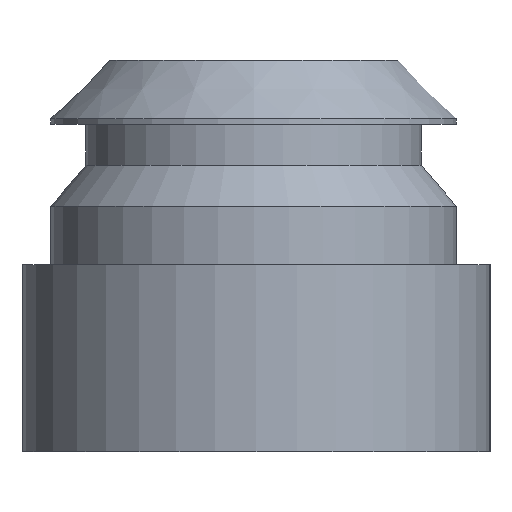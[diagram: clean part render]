
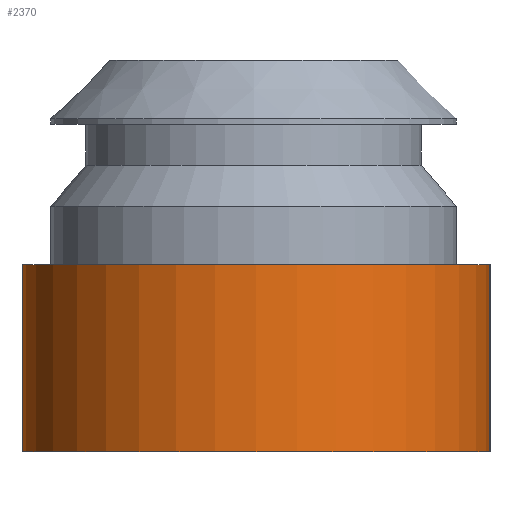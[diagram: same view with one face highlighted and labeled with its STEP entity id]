
A CAD part, left-side view. The second image highlights one B-rep face of the part: STEP entity #2370.
In plain terms, the highlighted cylindrical face has radius 10 mm (diameter 20 mm), a partial arc.
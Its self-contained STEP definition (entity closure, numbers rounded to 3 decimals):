
#149=CIRCLE('',#2557,10.);
#152=CIRCLE('',#2567,10.);
#290=FACE_OUTER_BOUND('',#437,.T.);
#437=EDGE_LOOP('',(#2106,#2107,#2108,#2109));
#733=LINE('',#9691,#846);
#737=LINE('',#9700,#850);
#846=VECTOR('',#3053,10.);
#850=VECTOR('',#3063,10.);
#1067=VERTEX_POINT('',#8726);
#1068=VERTEX_POINT('',#8727);
#1072=VERTEX_POINT('',#9689);
#1074=VERTEX_POINT('',#9698);
#1405=EDGE_CURVE('',#1067,#1068,#149,.T.);
#1417=EDGE_CURVE('',#1072,#1067,#733,.T.);
#1422=EDGE_CURVE('',#1074,#1068,#737,.T.);
#1423=EDGE_CURVE('',#1072,#1074,#152,.T.);
#2106=ORIENTED_EDGE('',*,*,#1423,.T.);
#2107=ORIENTED_EDGE('',*,*,#1422,.T.);
#2108=ORIENTED_EDGE('',*,*,#1405,.F.);
#2109=ORIENTED_EDGE('',*,*,#1417,.F.);
#2232=CYLINDRICAL_SURFACE('',#2566,10.);
#2370=ADVANCED_FACE('',(#290),#2232,.T.);
#2557=AXIS2_PLACEMENT_3D('',#8728,#3038,#3039);
#2566=AXIS2_PLACEMENT_3D('',#9701,#3064,#3065);
#2567=AXIS2_PLACEMENT_3D('',#9702,#3066,#3067);
#3038=DIRECTION('center_axis',(0.,0.,1.));
#3039=DIRECTION('ref_axis',(0.,1.,0.));
#3053=DIRECTION('',(0.,0.,1.));
#3063=DIRECTION('',(0.,0.,1.));
#3064=DIRECTION('center_axis',(0.,0.,1.));
#3065=DIRECTION('ref_axis',(0.,1.,0.));
#3066=DIRECTION('center_axis',(0.,0.,1.));
#3067=DIRECTION('ref_axis',(0.,1.,0.));
#8726=CARTESIAN_POINT('',(-55.,10.,8.));
#8727=CARTESIAN_POINT('',(-55.,-10.,8.));
#8728=CARTESIAN_POINT('Origin',(-55.,0.,8.));
#9689=CARTESIAN_POINT('',(-55.,10.,0.));
#9691=CARTESIAN_POINT('',(-55.,10.,0.));
#9698=CARTESIAN_POINT('',(-55.,-10.,0.));
#9700=CARTESIAN_POINT('',(-55.,-10.,0.));
#9701=CARTESIAN_POINT('Origin',(-55.,0.,0.));
#9702=CARTESIAN_POINT('Origin',(-55.,0.,0.));
